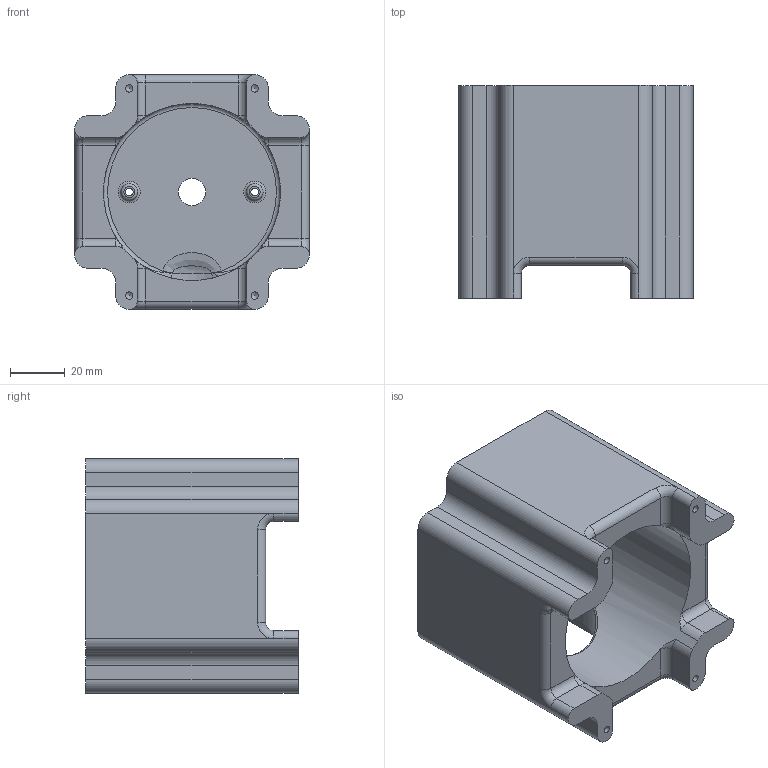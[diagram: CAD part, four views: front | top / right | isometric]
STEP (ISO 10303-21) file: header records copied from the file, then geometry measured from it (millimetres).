
FILE_DESCRIPTION( ( '' ), ' ' );
FILE_NAME( '5e7bfa08c8bf28137ccc76c9.step', '2020-03-26T00:40:40', ( '' ), ( '' ), ' ', ' ', ' ' );
FILE_SCHEMA( ( 'AUTOMOTIVE_DESIGN { 1 0 10303 214 1 1 1 1 }' ) );
Length unit declared in the file: metre
Products named in the file (1): Part 2
Bounding box: 86 x 78 x 86 mm (x, y, z)
Volume: 213881.9 mm3; surface area: 49973.8 mm2
Topology: 1 solids, 1 shells, 130 faces, 330 edges, 203 vertices
Faces by surface type: cylinder 56, plane 36, torus 22, cone 8, bspline 8
Full cylindrical faces by diameter (mm): 2.7 x4, 2.87 x2, 3.5 x4, 6.07 x2, 10 x1, 65 x1
Entity records: 7325 total; most frequent: CARTESIAN_POINT 3255, DIRECTION 654, ORIENTED_EDGE 586, EDGE_CURVE 293, AXIS2_PLACEMENT_3D 266, VERTEX_POINT 200, EDGE_LOOP 165, FACE_OUTER_BOUND 148
